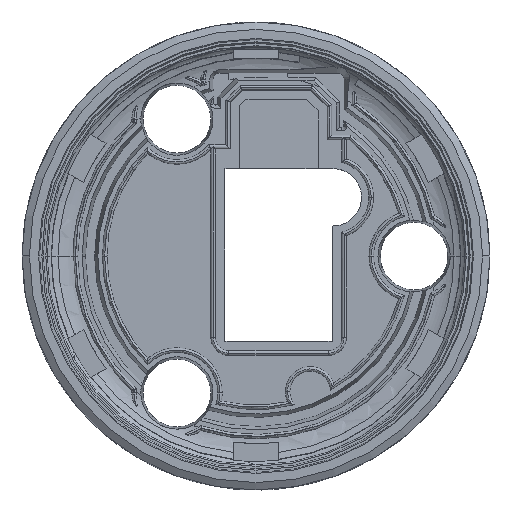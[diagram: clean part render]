
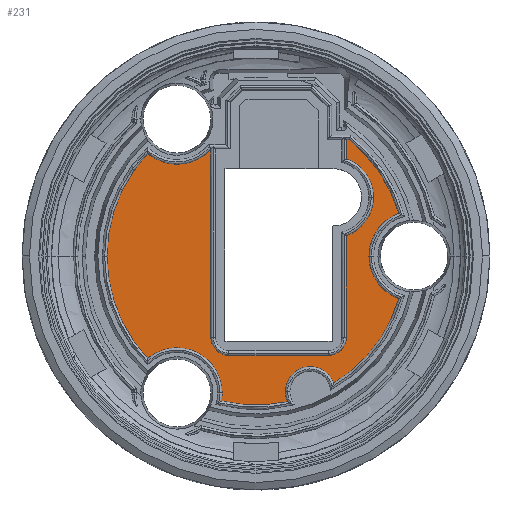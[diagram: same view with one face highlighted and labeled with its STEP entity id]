
A CAD part, top view. The second image highlights one B-rep face of the part: STEP entity #231.
In plain terms, the highlighted planar face has unit normal (0, 0, 1).
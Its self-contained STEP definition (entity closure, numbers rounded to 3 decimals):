
#231=ADVANCED_FACE('NONE',(#895),#896,.F.);
#895=FACE_OUTER_BOUND('',#1848,.T.);
#896=PLANE('',#1849);
#1848=EDGE_LOOP('',(#4112,#4113,#4114,#4115,#4116,#4117,#4118,#4119,#4120,#4121,#4122,#4123,#4124,#4125,#4126,#4127,#4128,#4129,#4130,#4131,#4132));
#1849=AXIS2_PLACEMENT_3D('',#4133,#4134,#4135);
#4112=ORIENTED_EDGE('',*,*,#7251,.F.);
#4113=ORIENTED_EDGE('',*,*,#7252,.F.);
#4114=ORIENTED_EDGE('',*,*,#6568,.F.);
#4115=ORIENTED_EDGE('',*,*,#7253,.F.);
#4116=ORIENTED_EDGE('',*,*,#7254,.F.);
#4117=ORIENTED_EDGE('',*,*,#7255,.F.);
#4118=ORIENTED_EDGE('',*,*,#7256,.F.);
#4119=ORIENTED_EDGE('',*,*,#7257,.F.);
#4120=ORIENTED_EDGE('',*,*,#7258,.F.);
#4121=ORIENTED_EDGE('',*,*,#6494,.T.);
#4122=ORIENTED_EDGE('',*,*,#7259,.T.);
#4123=ORIENTED_EDGE('',*,*,#7260,.F.);
#4124=ORIENTED_EDGE('',*,*,#6579,.F.);
#4125=ORIENTED_EDGE('',*,*,#7261,.T.);
#4126=ORIENTED_EDGE('',*,*,#7262,.F.);
#4127=ORIENTED_EDGE('',*,*,#6488,.F.);
#4128=ORIENTED_EDGE('',*,*,#7263,.T.);
#4129=ORIENTED_EDGE('',*,*,#7264,.F.);
#4130=ORIENTED_EDGE('',*,*,#6485,.F.);
#4131=ORIENTED_EDGE('',*,*,#7265,.T.);
#4132=ORIENTED_EDGE('',*,*,#7266,.F.);
#4133=CARTESIAN_POINT('',(38.5,0.0,7.3));
#4134=DIRECTION('',(-0.0,-0.0,-1.0));
#4135=DIRECTION('',(0.0,-1.0,0.0));
#6485=EDGE_CURVE('NONE',#7845,#7843,#7847,.T.);
#6488=EDGE_CURVE('NONE',#7850,#7848,#7852,.T.);
#6494=EDGE_CURVE('NONE',#7863,#7861,#7864,.T.);
#6568=EDGE_CURVE('NONE',#8005,#8006,#8007,.T.);
#6579=EDGE_CURVE('NONE',#8026,#8027,#8028,.T.);
#7251=EDGE_CURVE('NONE',#9191,#9192,#9193,.T.);
#7252=EDGE_CURVE('NONE',#8006,#9191,#9194,.T.);
#7253=EDGE_CURVE('NONE',#9195,#8005,#9196,.T.);
#7254=EDGE_CURVE('NONE',#9197,#9195,#9198,.T.);
#7255=EDGE_CURVE('NONE',#9199,#9197,#9200,.T.);
#7256=EDGE_CURVE('NONE',#9201,#9199,#9202,.T.);
#7257=EDGE_CURVE('NONE',#9203,#9201,#9204,.T.);
#7258=EDGE_CURVE('NONE',#7863,#9203,#9205,.T.);
#7259=EDGE_CURVE('NONE',#7861,#9206,#9207,.T.);
#7260=EDGE_CURVE('NONE',#8027,#9206,#9208,.T.);
#7261=EDGE_CURVE('NONE',#8026,#9209,#9210,.T.);
#7262=EDGE_CURVE('NONE',#7848,#9209,#9211,.T.);
#7263=EDGE_CURVE('NONE',#7850,#9212,#9213,.T.);
#7264=EDGE_CURVE('NONE',#7843,#9212,#9214,.T.);
#7265=EDGE_CURVE('NONE',#7845,#9215,#9216,.T.);
#7266=EDGE_CURVE('NONE',#9192,#9215,#9217,.T.);
#7843=VERTEX_POINT('',#10143);
#7845=VERTEX_POINT('NONE',#10145);
#7847=CIRCLE('',#10154,10.);
#7848=VERTEX_POINT('',#10155);
#7850=VERTEX_POINT('NONE',#10157);
#7852=CIRCLE('',#10166,5.5);
#7861=VERTEX_POINT('',#10182);
#7863=VERTEX_POINT('NONE',#10184);
#7864=CIRCLE('',#10185,33.);
#8005=VERTEX_POINT('NONE',#10445);
#8006=VERTEX_POINT('NONE',#10446);
#8007=CIRCLE('',#10447,9.);
#8026=VERTEX_POINT('NONE',#10487);
#8027=VERTEX_POINT('NONE',#10488);
#8028=CIRCLE('',#10489,10.);
#9191=VERTEX_POINT('NONE',#13237);
#9192=VERTEX_POINT('NONE',#13238);
#9193=LINE('',#13239,#13240);
#9194=CIRCLE('',#13241,9.);
#9195=VERTEX_POINT('NONE',#13242);
#9196=LINE('',#13243,#13244);
#9197=VERTEX_POINT('NONE',#13245);
#9198=CIRCLE('',#13246,4.);
#9199=VERTEX_POINT('NONE',#13247);
#9200=LINE('',#13248,#13249);
#9201=VERTEX_POINT('NONE',#13250);
#9202=CIRCLE('',#13251,4.);
#9203=VERTEX_POINT('NONE',#13252);
#9204=LINE('',#13253,#13254);
#9205=CIRCLE('',#13255,10.);
#9206=VERTEX_POINT('NONE',#13256);
#9207=CIRCLE('',#13257,33.);
#9208=CIRCLE('',#13258,10.);
#9209=VERTEX_POINT('NONE',#13259);
#9210=CIRCLE('',#13260,33.);
#9211=CIRCLE('',#13261,5.5);
#9212=VERTEX_POINT('NONE',#13262);
#9213=CIRCLE('',#13263,33.);
#9214=CIRCLE('',#13264,10.);
#9215=VERTEX_POINT('NONE',#13265);
#9216=CIRCLE('',#13266,33.);
#9217=LINE('',#13267,#13268);
#10143=CARTESIAN_POINT('',(25.,0.,7.3));
#10145=CARTESIAN_POINT('',(31.629,9.415,7.3));
#10154=AXIS2_PLACEMENT_3D('',#14777,#14778,#14779);
#10155=CARTESIAN_POINT('',(6.5,-30.0,7.3));
#10157=CARTESIAN_POINT('',(17.187,-28.171,7.3));
#10166=AXIS2_PLACEMENT_3D('',#14783,#14784,#14785);
#10182=CARTESIAN_POINT('',(-33.,0.,7.3));
#10184=CARTESIAN_POINT('',(-23.968,22.684,7.3));
#10185=AXIS2_PLACEMENT_3D('',#14798,#14799,#14800);
#10445=CARTESIAN_POINT('',(20.,4.515,7.3));
#10446=CARTESIAN_POINT('',(26.,13.,7.3));
#10447=AXIS2_PLACEMENT_3D('',#14942,#14943,#14944);
#10487=CARTESIAN_POINT('',(-7.661,-32.098,7.3));
#10488=CARTESIAN_POINT('',(-7.5,-30.311,7.3));
#10489=AXIS2_PLACEMENT_3D('',#14966,#14967,#14968);
#13237=CARTESIAN_POINT('',(20.,21.485,7.3));
#13238=CARTESIAN_POINT('',(20.,25.75,7.3));
#13239=CARTESIAN_POINT('',(20.,26.25,7.3));
#13240=VECTOR('',#15904,1000.0);
#13241=AXIS2_PLACEMENT_3D('',#15905,#15906,#15907);
#13242=CARTESIAN_POINT('',(20.,-18.,7.3));
#13243=CARTESIAN_POINT('',(20.,4.515,7.3));
#13244=VECTOR('',#15908,1000.0);
#13245=CARTESIAN_POINT('',(16.,-22.,7.3));
#13246=AXIS2_PLACEMENT_3D('',#15909,#15910,#15911);
#13247=CARTESIAN_POINT('',(-6.,-22.,7.3));
#13248=CARTESIAN_POINT('',(16.,-22.,7.3));
#13249=VECTOR('',#15912,1000.0);
#13250=CARTESIAN_POINT('',(-10.,-18.,7.3));
#13251=AXIS2_PLACEMENT_3D('',#15913,#15914,#15915);
#13252=CARTESIAN_POINT('',(-10.,23.697,7.3));
#13253=CARTESIAN_POINT('',(-10.,-18.,7.3));
#13254=VECTOR('',#15916,1000.0);
#13255=AXIS2_PLACEMENT_3D('',#15917,#15918,#15919);
#13256=CARTESIAN_POINT('',(-23.968,-22.684,7.3));
#13257=AXIS2_PLACEMENT_3D('',#15920,#15921,#15922);
#13258=AXIS2_PLACEMENT_3D('',#15923,#15924,#15925);
#13259=CARTESIAN_POINT('',(6.983,-32.253,7.3));
#13260=AXIS2_PLACEMENT_3D('',#15926,#15927,#15928);
#13261=AXIS2_PLACEMENT_3D('',#15929,#15930,#15931);
#13262=CARTESIAN_POINT('',(31.629,-9.415,7.3));
#13263=AXIS2_PLACEMENT_3D('',#15932,#15933,#15934);
#13264=AXIS2_PLACEMENT_3D('',#15935,#15936,#15937);
#13265=CARTESIAN_POINT('',(20.638,25.75,7.3));
#13266=AXIS2_PLACEMENT_3D('',#15938,#15939,#15940);
#13267=CARTESIAN_POINT('',(-0.457,25.75,7.3));
#13268=VECTOR('',#15941,1000.0);
#14777=CARTESIAN_POINT('',(35.,0.,7.3));
#14778=DIRECTION('',(-0.0,0.0,1.0));
#14779=DIRECTION('',(1.0,0.0,0.0));
#14783=CARTESIAN_POINT('',(12.0,-30.0,7.3));
#14784=DIRECTION('',(-0.0,0.0,1.0));
#14785=DIRECTION('',(1.0,0.0,0.0));
#14798=CARTESIAN_POINT('',(0.,0.,7.3));
#14799=DIRECTION('',(-0.0,0.0,1.0));
#14800=DIRECTION('',(1.0,0.0,0.0));
#14942=CARTESIAN_POINT('',(17.,13.,7.3));
#14943=DIRECTION('',(0.0,0.0,1.0));
#14944=DIRECTION('',(1.0,0.0,0.0));
#14966=CARTESIAN_POINT('',(-17.5,-30.311,7.3));
#14967=DIRECTION('',(-0.0,0.0,1.0));
#14968=DIRECTION('',(1.0,0.0,0.0));
#15904=DIRECTION('',(0.,1.0,-0.0));
#15905=CARTESIAN_POINT('',(17.,13.,7.3));
#15906=DIRECTION('',(0.0,0.0,1.0));
#15907=DIRECTION('',(1.0,0.0,0.0));
#15908=DIRECTION('',(-0.0,1.0,-0.0));
#15909=CARTESIAN_POINT('',(16.,-18.,7.3));
#15910=DIRECTION('',(0.0,0.0,1.0));
#15911=DIRECTION('',(1.0,0.0,0.0));
#15912=DIRECTION('',(1.0,0.,-0.0));
#15913=CARTESIAN_POINT('',(-6.,-18.,7.3));
#15914=DIRECTION('',(0.0,0.0,1.0));
#15915=DIRECTION('',(1.0,0.0,0.0));
#15916=DIRECTION('',(0.,-1.0,-0.0));
#15917=CARTESIAN_POINT('',(-17.5,30.311,7.3));
#15918=DIRECTION('',(-0.0,0.0,1.0));
#15919=DIRECTION('',(1.0,0.0,0.0));
#15920=CARTESIAN_POINT('',(0.,0.,7.3));
#15921=DIRECTION('',(-0.0,0.0,1.0));
#15922=DIRECTION('',(1.0,0.0,0.0));
#15923=CARTESIAN_POINT('',(-17.5,-30.311,7.3));
#15924=DIRECTION('',(-0.0,0.0,1.0));
#15925=DIRECTION('',(1.0,0.0,0.0));
#15926=CARTESIAN_POINT('',(0.,0.,7.3));
#15927=DIRECTION('',(-0.0,0.0,1.0));
#15928=DIRECTION('',(1.0,0.0,0.0));
#15929=CARTESIAN_POINT('',(12.0,-30.0,7.3));
#15930=DIRECTION('',(-0.0,0.0,1.0));
#15931=DIRECTION('',(1.0,0.0,0.0));
#15932=CARTESIAN_POINT('',(0.,0.,7.3));
#15933=DIRECTION('',(-0.0,0.0,1.0));
#15934=DIRECTION('',(1.0,0.0,0.0));
#15935=CARTESIAN_POINT('',(35.,0.,7.3));
#15936=DIRECTION('',(-0.0,0.0,1.0));
#15937=DIRECTION('',(1.0,0.0,0.0));
#15938=CARTESIAN_POINT('',(0.,0.,7.3));
#15939=DIRECTION('',(-0.0,0.0,1.0));
#15940=DIRECTION('',(1.0,0.0,0.0));
#15941=DIRECTION('',(1.0,0.0,0.0));
